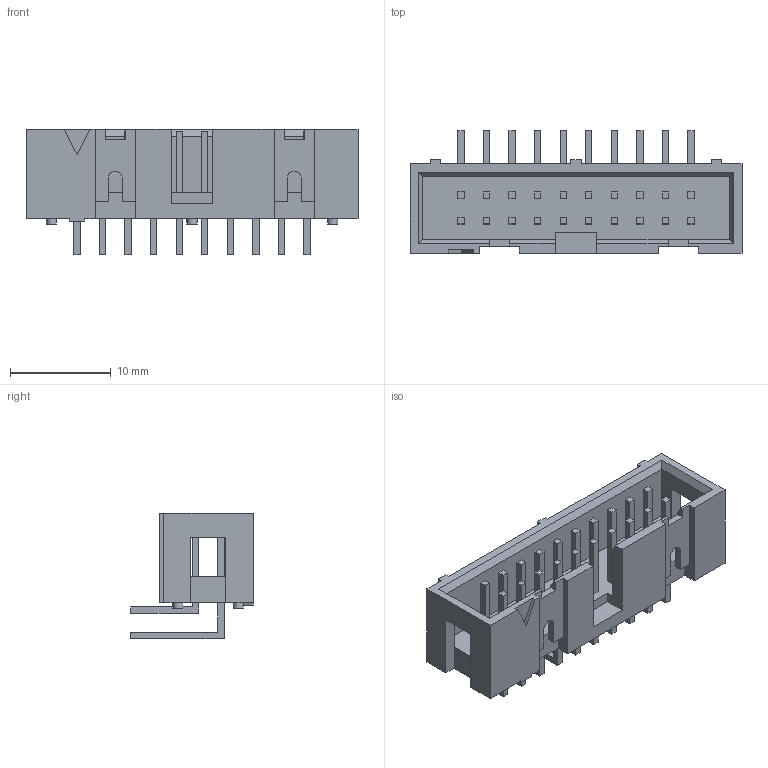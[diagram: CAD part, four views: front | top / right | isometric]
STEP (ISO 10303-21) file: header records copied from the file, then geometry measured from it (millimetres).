
FILE_DESCRIPTION(/* description */ (''),/* implementation_level */ '2;1');
FILE_NAME(/* name */ '100081367ugm000_c.stp',/* time_stamp */ '2016-09-21T11:49:38+02:00',/* author */ (''),/* organization */ (''),/* preprocessor_version */ 'ST-DEVELOPER v16',/* originating_system */ 'SIEMENS PLM Software NX 10.0',/* authorisation */ '');
FILE_SCHEMA (('AUTOMOTIVE_DESIGN { 1 0 10303 214 3 1 1 1 }'));
Length unit declared in the file: millimetre
Products named in the file (1): 100081367ugm000_c
Bounding box: 33 x 12.2 x 12.52 mm (x, y, z)
Volume: 1360.9 mm3; surface area: 2583.6 mm2
Topology: 1 solids, 1 shells, 329 faces, 855 edges, 566 vertices
Faces by surface type: plane 321, cylinder 8
Full cylindrical faces by diameter (mm): 1 x6
Entity records: 11548 total; most frequent: CARTESIAN_POINT 1745, ORIENTED_EDGE 1698, DIRECTION 1525, EDGE_CURVE 849, LINE 833, VECTOR 833, VERTEX_POINT 566, EDGE_LOOP 381
